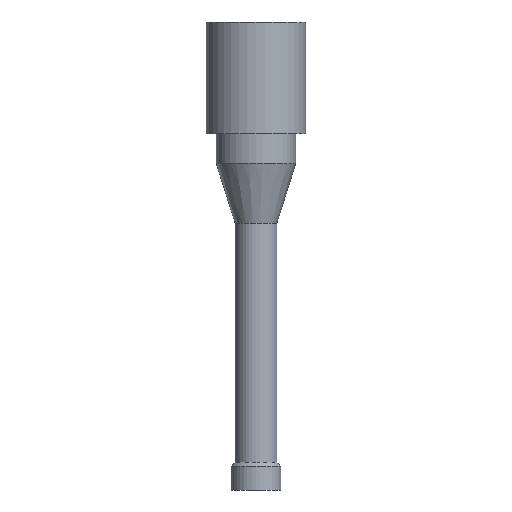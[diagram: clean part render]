
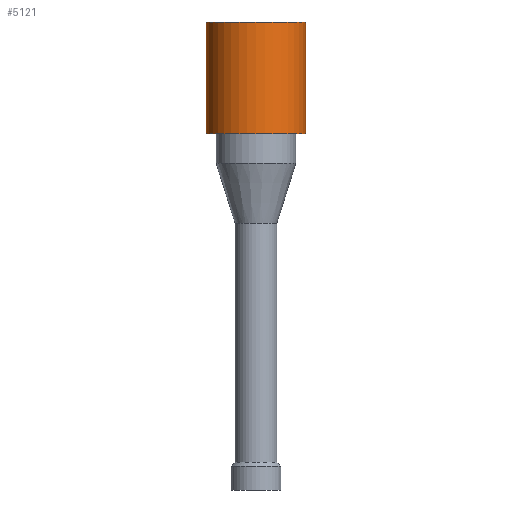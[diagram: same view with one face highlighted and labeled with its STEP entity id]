
A CAD part, front view. The second image highlights one B-rep face of the part: STEP entity #5121.
In plain terms, the highlighted cylindrical face has radius 12.5 mm (diameter 25 mm), a full revolution.
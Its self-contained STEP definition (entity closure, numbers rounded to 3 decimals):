
#27=CYLINDRICAL_SURFACE($,#5313,12.5);
#30=CIRCLE($,#5247,12.5);
#61=CIRCLE($,#5314,12.5);
#341=FACE_OUTER_BOUND($,#1741,.T.);
#1405=FACE_BOUND($,#1742,.T.);
#1741=EDGE_LOOP($,(#4670));
#1742=EDGE_LOOP($,(#4671));
#2466=VERTEX_POINT($,#9596);
#2497=VERTEX_POINT($,#9694);
#3194=EDGE_CURVE($,#2466,#2466,#30,.T.);
#3225=EDGE_CURVE($,#2497,#2497,#61,.T.);
#4670=ORIENTED_EDGE($,*,*,#3194,.T.);
#4671=ORIENTED_EDGE($,*,*,#3225,.F.);
#5121=ADVANCED_FACE($,(#341,#1405),#27,.T.);
#5247=AXIS2_PLACEMENT_3D($,#9597,#5999,#6000);
#5313=AXIS2_PLACEMENT_3D($,#9693,#6131,#6132);
#5314=AXIS2_PLACEMENT_3D($,#9695,#6133,#6134);
#5999=DIRECTION('center_axis',(0.,0.,-1.));
#6000=DIRECTION('ref_axis',(-1.,0.,0.));
#6131=DIRECTION('center_axis',(0.,0.,1.));
#6132=DIRECTION('ref_axis',(-1.,0.,0.));
#6133=DIRECTION('center_axis',(0.,0.,-1.));
#6134=DIRECTION('ref_axis',(-1.,0.,0.));
#9596=CARTESIAN_POINT('',(12.5,0.,28.));
#9597=CARTESIAN_POINT('Origin',(0.,0.,28.));
#9693=CARTESIAN_POINT('Origin',(0.,0.,0.));
#9694=CARTESIAN_POINT('',(12.5,0.,0.));
#9695=CARTESIAN_POINT('Origin',(0.,0.,0.));
